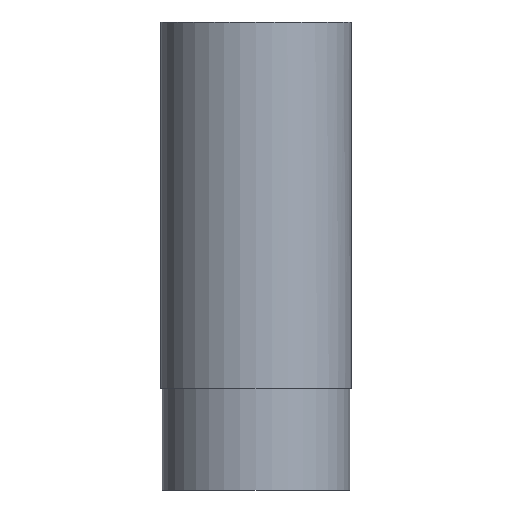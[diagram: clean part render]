
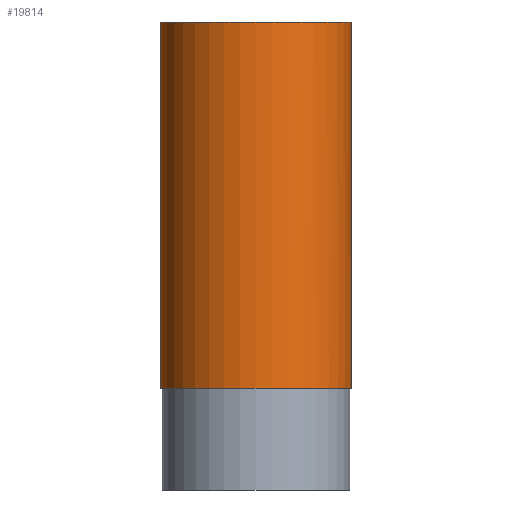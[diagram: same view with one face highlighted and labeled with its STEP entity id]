
A CAD part, left-side view. The second image highlights one B-rep face of the part: STEP entity #19814.
In plain terms, the highlighted cylindrical face has radius 28.15 mm (diameter 56.3 mm), a full revolution.
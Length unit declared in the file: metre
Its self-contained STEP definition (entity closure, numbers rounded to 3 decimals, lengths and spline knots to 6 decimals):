
#537=CYLINDRICAL_SURFACE('',#22056,0.02815);
#2047=LINE('',#41344,#3833);
#2048=LINE('',#41348,#3834);
#3833=VECTOR('',#26316,1.);
#3834=VECTOR('',#26319,1.);
#9849=ORIENTED_EDGE('',*,*,#13152,.T.);
#9850=ORIENTED_EDGE('',*,*,#13153,.F.);
#9851=ORIENTED_EDGE('',*,*,#13154,.T.);
#9852=ORIENTED_EDGE('',*,*,#13155,.T.);
#9853=ORIENTED_EDGE('',*,*,#13156,.F.);
#13152=EDGE_CURVE('',#15492,#15493,#16227,.T.);
#13153=EDGE_CURVE('',#15494,#15493,#2047,.T.);
#13154=EDGE_CURVE('',#15494,#15495,#16228,.T.);
#13155=EDGE_CURVE('',#15495,#15492,#2048,.T.);
#13156=EDGE_CURVE('',#15496,#15496,#16229,.T.);
#15492=VERTEX_POINT('',#41342);
#15493=VERTEX_POINT('',#41343);
#15494=VERTEX_POINT('',#41345);
#15495=VERTEX_POINT('',#41347);
#15496=VERTEX_POINT('',#41350);
#16227=CIRCLE('',#22057,0.02815);
#16228=CIRCLE('',#22058,0.02815);
#16229=CIRCLE('',#22059,0.02815);
#17191=EDGE_LOOP('',(#9849,#9850,#9851,#9852));
#17192=EDGE_LOOP('',(#9853));
#18286=FACE_BOUND('',#17191,.T.);
#18287=FACE_BOUND('',#17192,.T.);
#19814=ADVANCED_FACE('',(#18286,#18287),#537,.T.);
#22056=AXIS2_PLACEMENT_3D('',#41340,#26312,#26313);
#22057=AXIS2_PLACEMENT_3D('',#41341,#26314,#26315);
#22058=AXIS2_PLACEMENT_3D('',#41346,#26317,#26318);
#22059=AXIS2_PLACEMENT_3D('',#41349,#26320,#26321);
#26312=DIRECTION('',(0.,0.,-1.));
#26313=DIRECTION('',(-1.,0.,0.));
#26314=DIRECTION('',(0.,0.,1.));
#26315=DIRECTION('',(1.,0.,0.));
#26316=DIRECTION('',(0.,0.,1.));
#26317=DIRECTION('',(0.,0.,1.));
#26318=DIRECTION('',(1.,0.,0.));
#26319=DIRECTION('',(0.,0.,1.));
#26320=DIRECTION('',(0.,0.,1.));
#26321=DIRECTION('',(1.,0.,0.));
#41340=CARTESIAN_POINT('',(0.,0.,0.036));
#41341=CARTESIAN_POINT('',(0.,0.,0.113));
#41342=CARTESIAN_POINT('',(-0.024049,0.014632,0.113));
#41343=CARTESIAN_POINT('',(-0.024049,-0.014632,0.113));
#41344=CARTESIAN_POINT('',(-0.024049,-0.014632,0.029998));
#41345=CARTESIAN_POINT('',(-0.024049,-0.014632,0.03));
#41346=CARTESIAN_POINT('',(0.,0.,0.03));
#41347=CARTESIAN_POINT('',(-0.024049,0.014632,0.03));
#41348=CARTESIAN_POINT('',(-0.024049,0.014632,0.029998));
#41349=CARTESIAN_POINT('',(0.,0.,0.138));
#41350=CARTESIAN_POINT('',(0.02815,0.,0.138));
